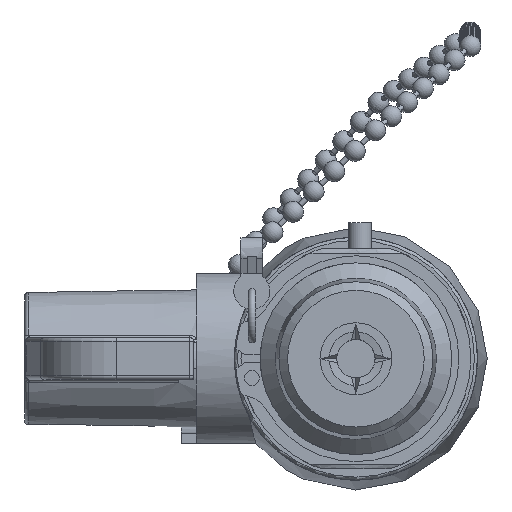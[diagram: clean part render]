
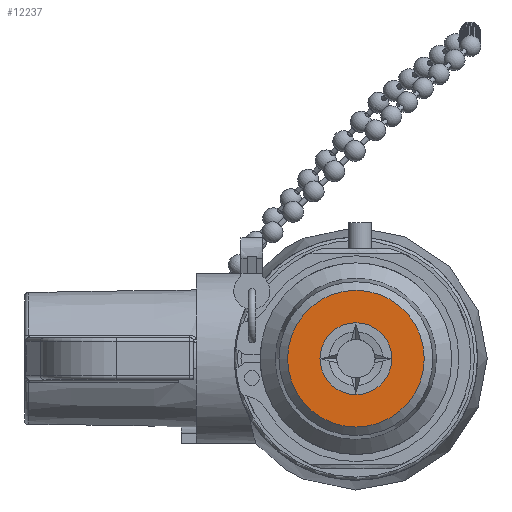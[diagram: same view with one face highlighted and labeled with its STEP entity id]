
A CAD part, left-side view. The second image highlights one B-rep face of the part: STEP entity #12237.
In plain terms, the highlighted planar face has unit normal (-1, 0, 0).
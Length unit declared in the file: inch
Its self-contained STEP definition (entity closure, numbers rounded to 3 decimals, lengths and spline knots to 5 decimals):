
#12074=CARTESIAN_POINT('',(-5.287,0.23438,0.));
#12075=VERTEX_POINT('',#12074);
#12076=CARTESIAN_POINT('',(-5.287,0.,0.));
#12077=DIRECTION('',(1.0,0.0,0.0));
#12078=DIRECTION('',(0.0,1.0,0.0));
#12079=AXIS2_PLACEMENT_3D('',#12076,#12077,#12078);
#12080=CIRCLE('',#12079,0.23438);
#12081=EDGE_CURVE('',#12075,#12075,#12080,.T.);
#12214=CARTESIAN_POINT('',(-5.287,0.44575,0.));
#12215=VERTEX_POINT('',#12214);
#12216=CARTESIAN_POINT('',(-5.287,0.,0.));
#12217=DIRECTION('',(1.0,0.0,0.0));
#12218=DIRECTION('',(0.0,1.0,0.0));
#12219=AXIS2_PLACEMENT_3D('',#12216,#12217,#12218);
#12220=CIRCLE('',#12219,0.44575);
#12221=EDGE_CURVE('',#12215,#12215,#12220,.T.);
#12226=CARTESIAN_POINT('',(-5.287,0.34006,0.));
#12227=DIRECTION('',(-1.0,0.0,0.0));
#12228=DIRECTION('',(0.0,0.0,1.0));
#12229=AXIS2_PLACEMENT_3D('',#12226,#12227,#12228);
#12230=PLANE('',#12229);
#12231=ORIENTED_EDGE('',*,*,#12221,.F.);
#12232=EDGE_LOOP('',(#12231));
#12233=FACE_OUTER_BOUND('',#12232,.T.);
#12234=ORIENTED_EDGE('',*,*,#12081,.T.);
#12235=EDGE_LOOP('',(#12234));
#12236=FACE_BOUND('',#12235,.T.);
#12237=ADVANCED_FACE('',(#12233,#12236),#12230,.T.);
